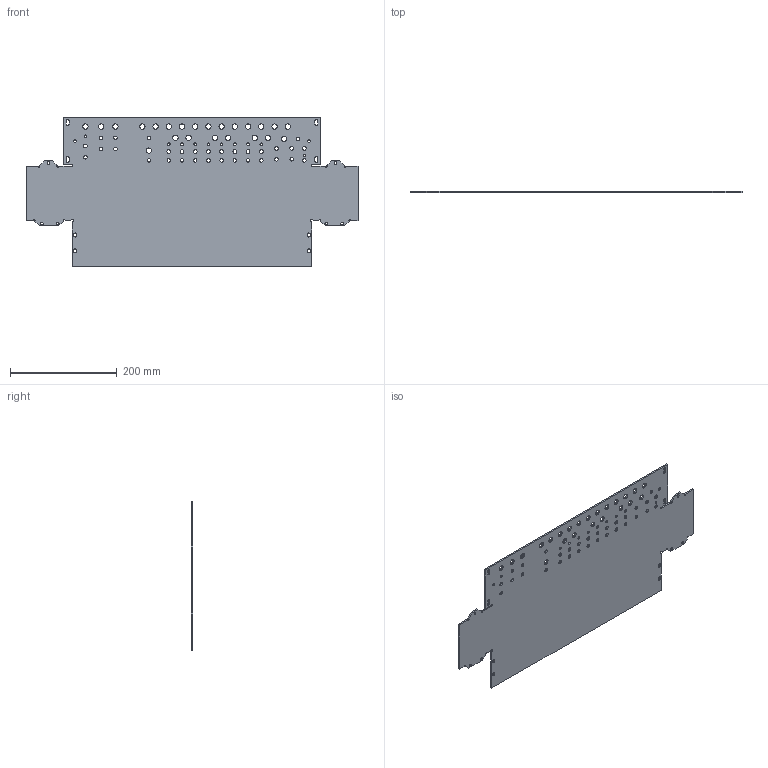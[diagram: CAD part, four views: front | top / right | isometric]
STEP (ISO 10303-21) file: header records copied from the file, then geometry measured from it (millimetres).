
FILE_DESCRIPTION(/* description */ (''),/* implementation_level */ '2;1');
FILE_NAME(/* name */ 'mainCaseFlat.stp',/* time_stamp */ '2017-07-26T21:48:52-06:00',/* author */ ('tyler'),/* organization */ (''),/* preprocessor_version */ 'ST-DEVELOPER v16.13',/* originating_system */ 'Autodesk Inventor 2018',/* authorisation */ '');
FILE_SCHEMA (('AUTOMOTIVE_DESIGN { 1 0 10303 214 3 1 1 }'));
Length unit declared in the file: inch
Products named in the file (1): mainCaseFlat
Bounding box: 621.03 x 3.05 x 279.4 mm (x, y, z)
Volume: 437678.8 mm3; surface area: 298806.9 mm2
Topology: 1 solids, 1 shells, 148 faces, 438 edges, 292 vertices
Faces by surface type: cylinder 100, plane 48
Full cylindrical faces by diameter (mm): 5 x18, 6.5 x17, 7 x14, 10 x23
Entity records: 5043 total; most frequent: DIRECTION 864, CARTESIAN_POINT 807, ORIENTED_EDGE 732, EDGE_LOOP 380, EDGE_CURVE 366, AXIS2_PLACEMENT_3D 349, VERTEX_POINT 292, FACE_BOUND 232
